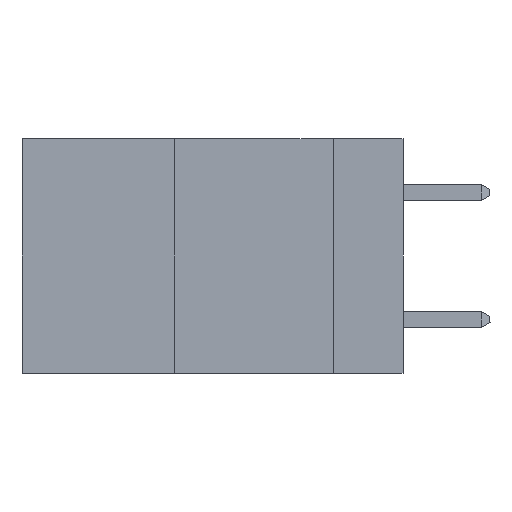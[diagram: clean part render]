
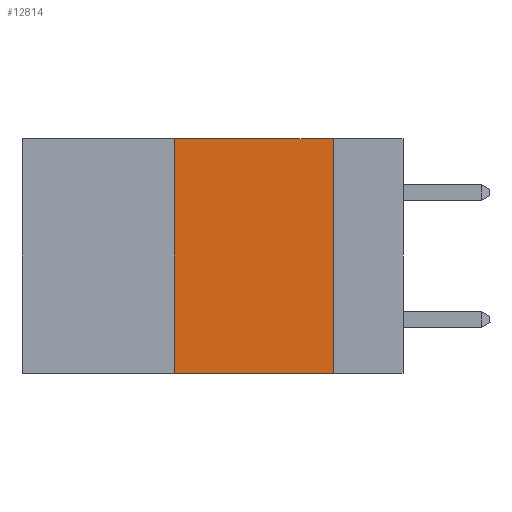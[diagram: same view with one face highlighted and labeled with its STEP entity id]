
A CAD part, left-side view. The second image highlights one B-rep face of the part: STEP entity #12814.
In plain terms, the highlighted planar face has unit normal (-1, 0, 0).
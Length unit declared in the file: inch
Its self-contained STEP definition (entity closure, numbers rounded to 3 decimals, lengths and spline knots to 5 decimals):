
#92 = VERTEX_POINT ( 'NONE', #10346 ) ;
#194 = EDGE_CURVE ( 'NONE', #14174, #7977, #9111, .T. ) ;
#1185 = PLANE ( 'NONE',  #8993 ) ;
#1342 = LINE ( 'NONE', #3745, #12665 ) ;
#1393 = CARTESIAN_POINT ( 'NONE',  ( 0., 0.6, 0. ) ) ;
#1545 = LINE ( 'NONE', #4590, #6418 ) ;
#2230 = VECTOR ( 'NONE', #7778, 39.37008 ) ;
#3002 = DIRECTION ( 'NONE',  ( 0., -1., 0. ) ) ;
#3417 = EDGE_CURVE ( 'NONE', #8985, #92, #1545, .T. ) ;
#3745 = CARTESIAN_POINT ( 'NONE',  ( 0., 0.6, 0. ) ) ;
#3792 = CARTESIAN_POINT ( 'NONE',  ( 0., 0.36, 0. ) ) ;
#4590 = CARTESIAN_POINT ( 'NONE',  ( 0., 0.11, 0. ) ) ;
#4662 = DIRECTION ( 'NONE',  ( 0., 0., -1. ) ) ;
#5538 = ORIENTED_EDGE ( 'NONE', *, *, #15801, .T. ) ;
#6418 = VECTOR ( 'NONE', #4662, 39.37008 ) ;
#7181 = EDGE_CURVE ( 'NONE', #7977, #8985, #1342, .T. ) ;
#7585 = FACE_OUTER_BOUND ( 'NONE', #9587, .T. ) ;
#7774 = CARTESIAN_POINT ( 'NONE',  ( 0., 0.36, -0.37 ) ) ;
#7778 = DIRECTION ( 'NONE',  ( 0., 0., 1. ) ) ;
#7929 = DIRECTION ( 'NONE',  ( 0., 0., -1. ) ) ;
#7977 = VERTEX_POINT ( 'NONE', #10233 ) ;
#8985 = VERTEX_POINT ( 'NONE', #12592 ) ;
#8993 = AXIS2_PLACEMENT_3D ( 'NONE', #1393, #14437, #7929 ) ;
#9111 = LINE ( 'NONE', #3792, #2230 ) ;
#9587 = EDGE_LOOP ( 'NONE', ( #12337, #14214, #12052, #5538 ) ) ;
#10187 = DIRECTION ( 'NONE',  ( 0., -1., 0. ) ) ;
#10233 = CARTESIAN_POINT ( 'NONE',  ( 0., 0.36, 0. ) ) ;
#10346 = CARTESIAN_POINT ( 'NONE',  ( 0., 0.11, -0.37 ) ) ;
#12052 = ORIENTED_EDGE ( 'NONE', *, *, #194, .F. ) ;
#12253 = CARTESIAN_POINT ( 'NONE',  ( 0., 0.6, -0.37 ) ) ;
#12337 = ORIENTED_EDGE ( 'NONE', *, *, #3417, .F. ) ;
#12592 = CARTESIAN_POINT ( 'NONE',  ( 0., 0.11, 0. ) ) ;
#12665 = VECTOR ( 'NONE', #10187, 39.37008 ) ;
#12814 = ADVANCED_FACE ( 'NONE', ( #7585 ), #1185, .F. ) ;
#13131 = LINE ( 'NONE', #12253, #13546 ) ;
#13546 = VECTOR ( 'NONE', #3002, 39.37008 ) ;
#14174 = VERTEX_POINT ( 'NONE', #7774 ) ;
#14214 = ORIENTED_EDGE ( 'NONE', *, *, #7181, .F. ) ;
#14437 = DIRECTION ( 'NONE',  ( 1., 0., 0. ) ) ;
#15801 = EDGE_CURVE ( 'NONE', #14174, #92, #13131, .T. ) ;
